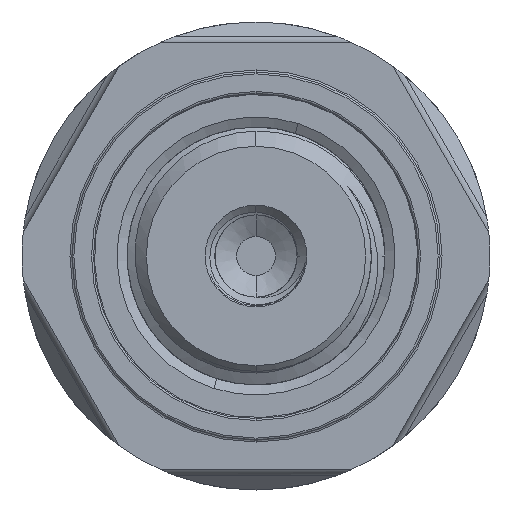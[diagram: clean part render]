
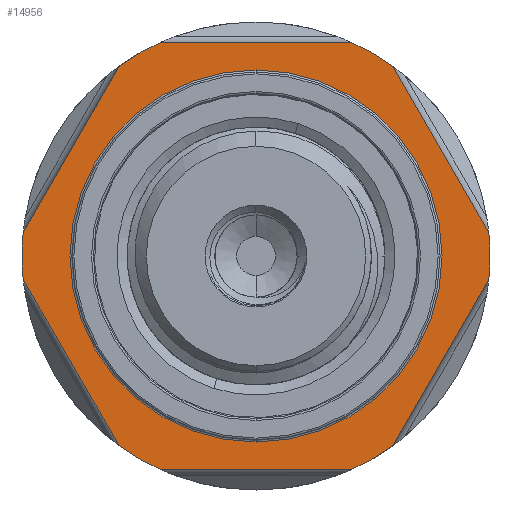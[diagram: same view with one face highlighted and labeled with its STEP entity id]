
A CAD part, front view. The second image highlights one B-rep face of the part: STEP entity #14956.
In plain terms, the highlighted planar face has unit normal (0, -1, 0).
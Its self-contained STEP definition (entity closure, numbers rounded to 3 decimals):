
#107 = DIRECTION ( 'NONE',  ( 0., 1., 0. ) ) ;
#139 = CARTESIAN_POINT ( 'NONE',  ( 6.991, -3., -9.692 ) ) ;
#185 = VERTEX_POINT ( 'NONE', #1038 ) ;
#199 = CARTESIAN_POINT ( 'NONE',  ( -4.898, -3., -10.9 ) ) ;
#363 = CARTESIAN_POINT ( 'NONE',  ( 9.44, -3., -5.45 ) ) ;
#371 = VERTEX_POINT ( 'NONE', #199 ) ;
#516 = VERTEX_POINT ( 'NONE', #14963 ) ;
#703 = VECTOR ( 'NONE', #2988, 1000. ) ;
#771 = EDGE_LOOP ( 'NONE', ( #6571, #11422, #8516, #13099, #11904, #13555, #13672, #15878, #1473, #2362, #4715, #1818 ) ) ;
#1017 = DIRECTION ( 'NONE',  ( 0., 1., 0. ) ) ;
#1038 = CARTESIAN_POINT ( 'NONE',  ( 4.898, -3., -10.9 ) ) ;
#1073 = CIRCLE ( 'NONE', #15329, 11.95 ) ;
#1317 = VERTEX_POINT ( 'NONE', #3373 ) ;
#1348 = CARTESIAN_POINT ( 'NONE',  ( 0., -3., 0. ) ) ;
#1473 = ORIENTED_EDGE ( 'NONE', *, *, #12574, .F. ) ;
#1523 = EDGE_CURVE ( 'NONE', #10690, #13113, #1725, .T. ) ;
#1619 = VECTOR ( 'NONE', #13400, 1000. ) ;
#1692 = VERTEX_POINT ( 'NONE', #8090 ) ;
#1725 = LINE ( 'NONE', #6719, #5224 ) ;
#1800 = CARTESIAN_POINT ( 'NONE',  ( 0., -3., 0. ) ) ;
#1818 = ORIENTED_EDGE ( 'NONE', *, *, #3370, .T. ) ;
#2093 = DIRECTION ( 'NONE',  ( 0., 1., 0. ) ) ;
#2222 = CARTESIAN_POINT ( 'NONE',  ( 0., -3., 0. ) ) ;
#2362 = ORIENTED_EDGE ( 'NONE', *, *, #8130, .T. ) ;
#2647 = CIRCLE ( 'NONE', #13043, 11.95 ) ;
#2825 = EDGE_CURVE ( 'NONE', #10690, #7188, #6937, .T. ) ;
#2936 = CIRCLE ( 'NONE', #15401, 9.5 ) ;
#2988 = DIRECTION ( 'NONE',  ( -0.5, 0., 0.866 ) ) ;
#3108 = EDGE_CURVE ( 'NONE', #516, #12054, #7204, .T. ) ;
#3370 = EDGE_CURVE ( 'NONE', #516, #7188, #12622, .T. ) ;
#3373 = CARTESIAN_POINT ( 'NONE',  ( 0., -3., 9.5 ) ) ;
#3536 = DIRECTION ( 'NONE',  ( 0., 1., 0. ) ) ;
#3987 = CARTESIAN_POINT ( 'NONE',  ( 6.991, -3., 9.692 ) ) ;
#4084 = AXIS2_PLACEMENT_3D ( 'NONE', #5587, #10616, #10535 ) ;
#4605 = AXIS2_PLACEMENT_3D ( 'NONE', #1800, #6721, #15290 ) ;
#4708 = DIRECTION ( 'NONE',  ( 1., 0., 0. ) ) ;
#4715 = ORIENTED_EDGE ( 'NONE', *, *, #3108, .F. ) ;
#4731 = DIRECTION ( 'NONE',  ( 0., 0., -1. ) ) ;
#4787 = DIRECTION ( 'NONE',  ( 0., 0., -1. ) ) ;
#5224 = VECTOR ( 'NONE', #11648, 1000. ) ;
#5469 = CARTESIAN_POINT ( 'NONE',  ( -11.889, -3., 1.208 ) ) ;
#5544 = DIRECTION ( 'NONE',  ( 0., 0., -1. ) ) ;
#5587 = CARTESIAN_POINT ( 'NONE',  ( 0., -3., 0. ) ) ;
#5634 = AXIS2_PLACEMENT_3D ( 'NONE', #9470, #11871, #4731 ) ;
#5687 = VERTEX_POINT ( 'NONE', #13573 ) ;
#6209 = ORIENTED_EDGE ( 'NONE', *, *, #9215, .T. ) ;
#6571 = ORIENTED_EDGE ( 'NONE', *, *, #2825, .F. ) ;
#6658 = CIRCLE ( 'NONE', #12853, 11.95 ) ;
#6719 = CARTESIAN_POINT ( 'NONE',  ( -9.44, -3., -5.45 ) ) ;
#6721 = DIRECTION ( 'NONE',  ( 0., 1., 0. ) ) ;
#6761 = CARTESIAN_POINT ( 'NONE',  ( 0., -3., 0. ) ) ;
#6927 = CARTESIAN_POINT ( 'NONE',  ( 9.44, -3., 5.45 ) ) ;
#6937 = CIRCLE ( 'NONE', #9277, 11.95 ) ;
#7094 = DIRECTION ( 'NONE',  ( 0., 1., 0. ) ) ;
#7173 = DIRECTION ( 'NONE',  ( 0., 0., -1. ) ) ;
#7188 = VERTEX_POINT ( 'NONE', #5469 ) ;
#7204 = CIRCLE ( 'NONE', #4084, 11.95 ) ;
#7211 = VERTEX_POINT ( 'NONE', #10423 ) ;
#7637 = EDGE_CURVE ( 'NONE', #1692, #1317, #14448, .T. ) ;
#7924 = VECTOR ( 'NONE', #4708, 1000. ) ;
#8083 = FACE_OUTER_BOUND ( 'NONE', #771, .T. ) ;
#8090 = CARTESIAN_POINT ( 'NONE',  ( 0., -3., -9.5 ) ) ;
#8130 = EDGE_CURVE ( 'NONE', #7211, #12054, #14850, .T. ) ;
#8269 = VERTEX_POINT ( 'NONE', #3987 ) ;
#8516 = ORIENTED_EDGE ( 'NONE', *, *, #11184, .F. ) ;
#8846 = CARTESIAN_POINT ( 'NONE',  ( -9.44, -3., 5.45 ) ) ;
#8954 = DIRECTION ( 'NONE',  ( 0.5, 0., 0.866 ) ) ;
#8991 = FACE_BOUND ( 'NONE', #11094, .T. ) ;
#9062 = CIRCLE ( 'NONE', #15494, 11.95 ) ;
#9215 = EDGE_CURVE ( 'NONE', #1317, #1692, #2936, .T. ) ;
#9265 = VECTOR ( 'NONE', #13753, 1000. ) ;
#9277 = AXIS2_PLACEMENT_3D ( 'NONE', #6761, #11688, #4787 ) ;
#9470 = CARTESIAN_POINT ( 'NONE',  ( 0., -3., 0. ) ) ;
#9664 = EDGE_CURVE ( 'NONE', #371, #185, #15832, .T. ) ;
#9729 = EDGE_CURVE ( 'NONE', #12343, #13950, #11517, .T. ) ;
#9985 = DIRECTION ( 'NONE',  ( 0., 0., -1. ) ) ;
#10423 = CARTESIAN_POINT ( 'NONE',  ( 4.898, -3., 10.9 ) ) ;
#10535 = DIRECTION ( 'NONE',  ( 0., 0., -1. ) ) ;
#10616 = DIRECTION ( 'NONE',  ( 0., 1., 0. ) ) ;
#10690 = VERTEX_POINT ( 'NONE', #12093 ) ;
#10795 = CARTESIAN_POINT ( 'NONE',  ( 0., -3., -10.9 ) ) ;
#10938 = DIRECTION ( 'NONE',  ( 0., 0., -1. ) ) ;
#11094 = EDGE_LOOP ( 'NONE', ( #12391, #6209 ) ) ;
#11133 = CARTESIAN_POINT ( 'NONE',  ( -6.991, -3., -9.692 ) ) ;
#11184 = EDGE_CURVE ( 'NONE', #371, #13113, #2647, .T. ) ;
#11410 = CARTESIAN_POINT ( 'NONE',  ( 11.889, -3., -1.208 ) ) ;
#11422 = ORIENTED_EDGE ( 'NONE', *, *, #1523, .T. ) ;
#11517 = LINE ( 'NONE', #363, #11781 ) ;
#11648 = DIRECTION ( 'NONE',  ( 0.5, 0., -0.866 ) ) ;
#11688 = DIRECTION ( 'NONE',  ( 0., 1., 0. ) ) ;
#11781 = VECTOR ( 'NONE', #8954, 1000. ) ;
#11871 = DIRECTION ( 'NONE',  ( 0., -1., 0. ) ) ;
#11904 = ORIENTED_EDGE ( 'NONE', *, *, #12923, .F. ) ;
#12054 = VERTEX_POINT ( 'NONE', #15815 ) ;
#12093 = CARTESIAN_POINT ( 'NONE',  ( -11.889, -3., -1.208 ) ) ;
#12274 = CARTESIAN_POINT ( 'NONE',  ( 0., -3., 10.9 ) ) ;
#12343 = VERTEX_POINT ( 'NONE', #139 ) ;
#12391 = ORIENTED_EDGE ( 'NONE', *, *, #7637, .T. ) ;
#12574 = EDGE_CURVE ( 'NONE', #7211, #8269, #1073, .T. ) ;
#12622 = LINE ( 'NONE', #8846, #9265 ) ;
#12853 = AXIS2_PLACEMENT_3D ( 'NONE', #15676, #7094, #7173 ) ;
#12923 = EDGE_CURVE ( 'NONE', #12343, #185, #6658, .T. ) ;
#13043 = AXIS2_PLACEMENT_3D ( 'NONE', #15728, #1017, #10938 ) ;
#13099 = ORIENTED_EDGE ( 'NONE', *, *, #9664, .T. ) ;
#13113 = VERTEX_POINT ( 'NONE', #11133 ) ;
#13400 = DIRECTION ( 'NONE',  ( -1., 0., 0. ) ) ;
#13555 = ORIENTED_EDGE ( 'NONE', *, *, #9729, .T. ) ;
#13573 = CARTESIAN_POINT ( 'NONE',  ( 11.889, -3., 1.208 ) ) ;
#13672 = ORIENTED_EDGE ( 'NONE', *, *, #14755, .F. ) ;
#13753 = DIRECTION ( 'NONE',  ( -0.5, 0., -0.866 ) ) ;
#13907 = PLANE ( 'NONE',  #5634 ) ;
#13950 = VERTEX_POINT ( 'NONE', #11410 ) ;
#14448 = CIRCLE ( 'NONE', #4605, 9.5 ) ;
#14449 = EDGE_CURVE ( 'NONE', #5687, #8269, #15336, .T. ) ;
#14755 = EDGE_CURVE ( 'NONE', #5687, #13950, #9062, .T. ) ;
#14850 = LINE ( 'NONE', #12274, #1619 ) ;
#14956 = ADVANCED_FACE ( 'NONE', ( #8083, #8991 ), #13907, .T. ) ;
#14963 = CARTESIAN_POINT ( 'NONE',  ( -6.991, -3., 9.692 ) ) ;
#15290 = DIRECTION ( 'NONE',  ( 0., 0., -1. ) ) ;
#15329 = AXIS2_PLACEMENT_3D ( 'NONE', #1348, #107, #9985 ) ;
#15336 = LINE ( 'NONE', #6927, #703 ) ;
#15401 = AXIS2_PLACEMENT_3D ( 'NONE', #15775, #2093, #5544 ) ;
#15494 = AXIS2_PLACEMENT_3D ( 'NONE', #2222, #3536, #15729 ) ;
#15676 = CARTESIAN_POINT ( 'NONE',  ( 0., -3., 0. ) ) ;
#15728 = CARTESIAN_POINT ( 'NONE',  ( 0., -3., 0. ) ) ;
#15729 = DIRECTION ( 'NONE',  ( 0., 0., -1. ) ) ;
#15775 = CARTESIAN_POINT ( 'NONE',  ( 0., -3., 0. ) ) ;
#15815 = CARTESIAN_POINT ( 'NONE',  ( -4.898, -3., 10.9 ) ) ;
#15832 = LINE ( 'NONE', #10795, #7924 ) ;
#15878 = ORIENTED_EDGE ( 'NONE', *, *, #14449, .T. ) ;
